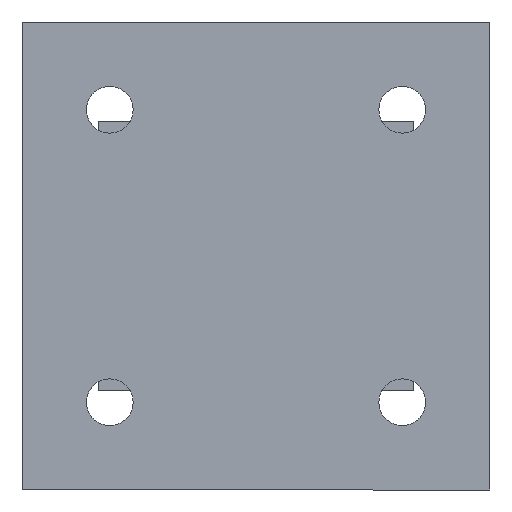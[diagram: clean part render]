
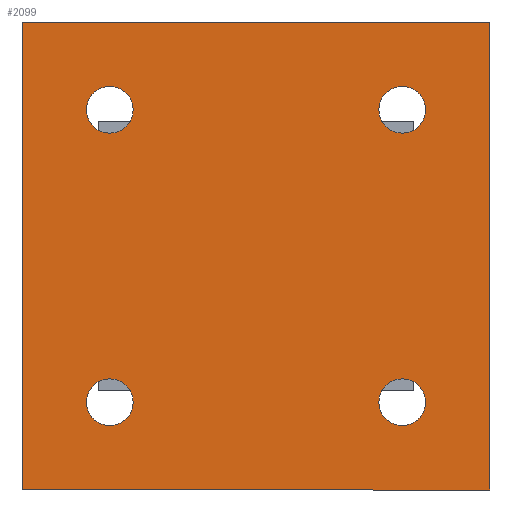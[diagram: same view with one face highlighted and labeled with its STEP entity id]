
A CAD part, front view. The second image highlights one B-rep face of the part: STEP entity #2099.
In plain terms, the highlighted planar face has unit normal (0, -1, 0).
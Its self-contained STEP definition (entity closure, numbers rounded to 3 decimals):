
#18 = ORIENTED_EDGE ( 'NONE', *, *, #305, .F. ) ;
#35 = DIRECTION ( 'NONE',  ( 0., 1., 0. ) ) ;
#42 = CIRCLE ( 'NONE', #1892, 2. ) ;
#44 = DIRECTION ( 'NONE',  ( 0., 0., -1. ) ) ;
#71 = CARTESIAN_POINT ( 'NONE',  ( 12.5, 0., -14.5 ) ) ;
#73 = FACE_BOUND ( 'NONE', #407, .T. ) ;
#111 = DIRECTION ( 'NONE',  ( 0., 0., -1. ) ) ;
#119 = CARTESIAN_POINT ( 'NONE',  ( -12.5, 0., 12.5 ) ) ;
#127 = EDGE_CURVE ( 'NONE', #963, #1230, #1656, .T. ) ;
#130 = LINE ( 'NONE', #415, #627 ) ;
#162 = VECTOR ( 'NONE', #467, 1000. ) ;
#166 = CARTESIAN_POINT ( 'NONE',  ( -20., 0., 20. ) ) ;
#167 = AXIS2_PLACEMENT_3D ( 'NONE', #1411, #1566, #866 ) ;
#179 = DIRECTION ( 'NONE',  ( 0., 0., 1. ) ) ;
#181 = CIRCLE ( 'NONE', #167, 2. ) ;
#234 = EDGE_LOOP ( 'NONE', ( #952, #2201 ) ) ;
#250 = EDGE_CURVE ( 'NONE', #373, #1020, #451, .T. ) ;
#258 = DIRECTION ( 'NONE',  ( 0., 1., 0. ) ) ;
#305 = EDGE_CURVE ( 'NONE', #1020, #1657, #1244, .T. ) ;
#331 = CARTESIAN_POINT ( 'NONE',  ( -12.5, 0., 14.5 ) ) ;
#373 = VERTEX_POINT ( 'NONE', #166 ) ;
#394 = DIRECTION ( 'NONE',  ( 0., 1., 0. ) ) ;
#407 = EDGE_LOOP ( 'NONE', ( #1694, #876 ) ) ;
#415 = CARTESIAN_POINT ( 'NONE',  ( 20., 0., -20. ) ) ;
#439 = VERTEX_POINT ( 'NONE', #1221 ) ;
#451 = LINE ( 'NONE', #1932, #819 ) ;
#453 = CARTESIAN_POINT ( 'NONE',  ( -20., 0., 20. ) ) ;
#467 = DIRECTION ( 'NONE',  ( 0., 0., 1. ) ) ;
#477 = VERTEX_POINT ( 'NONE', #1271 ) ;
#489 = EDGE_CURVE ( 'NONE', #1230, #963, #1253, .T. ) ;
#549 = LINE ( 'NONE', #453, #162 ) ;
#563 = EDGE_CURVE ( 'NONE', #2240, #587, #2246, .T. ) ;
#567 = AXIS2_PLACEMENT_3D ( 'NONE', #773, #1119, #44 ) ;
#579 = CIRCLE ( 'NONE', #567, 2. ) ;
#587 = VERTEX_POINT ( 'NONE', #1121 ) ;
#627 = VECTOR ( 'NONE', #960, 1000. ) ;
#629 = PLANE ( 'NONE',  #1923 ) ;
#649 = DIRECTION ( 'NONE',  ( 0., 1., 0. ) ) ;
#667 = AXIS2_PLACEMENT_3D ( 'NONE', #1297, #35, #2025 ) ;
#677 = CARTESIAN_POINT ( 'NONE',  ( 20., 0., -20. ) ) ;
#679 = EDGE_CURVE ( 'NONE', #1685, #373, #549, .T. ) ;
#685 = CARTESIAN_POINT ( 'NONE',  ( 20., 0., 20. ) ) ;
#721 = FACE_BOUND ( 'NONE', #1598, .T. ) ;
#773 = CARTESIAN_POINT ( 'NONE',  ( 12.5, 0., -12.5 ) ) ;
#817 = DIRECTION ( 'NONE',  ( 0., 0., 1. ) ) ;
#819 = VECTOR ( 'NONE', #2262, 1000. ) ;
#866 = DIRECTION ( 'NONE',  ( 0., 0., -1. ) ) ;
#876 = ORIENTED_EDGE ( 'NONE', *, *, #563, .T. ) ;
#937 = CARTESIAN_POINT ( 'NONE',  ( -12.5, 0., -14.5 ) ) ;
#941 = VECTOR ( 'NONE', #1070, 1000. ) ;
#952 = ORIENTED_EDGE ( 'NONE', *, *, #1600, .T. ) ;
#956 = CARTESIAN_POINT ( 'NONE',  ( -12.5, 0., 12.5 ) ) ;
#960 = DIRECTION ( 'NONE',  ( -1., 0., 0. ) ) ;
#963 = VERTEX_POINT ( 'NONE', #331 ) ;
#974 = DIRECTION ( 'NONE',  ( 0., 1., 0. ) ) ;
#994 = CARTESIAN_POINT ( 'NONE',  ( 0., 0., 0. ) ) ;
#1004 = DIRECTION ( 'NONE',  ( 0., 1., 0. ) ) ;
#1020 = VERTEX_POINT ( 'NONE', #1448 ) ;
#1070 = DIRECTION ( 'NONE',  ( 0., 0., -1. ) ) ;
#1103 = ORIENTED_EDGE ( 'NONE', *, *, #489, .T. ) ;
#1109 = FACE_OUTER_BOUND ( 'NONE', #1627, .T. ) ;
#1119 = DIRECTION ( 'NONE',  ( 0., 1., 0. ) ) ;
#1121 = CARTESIAN_POINT ( 'NONE',  ( 12.5, 0., 14.5 ) ) ;
#1147 = DIRECTION ( 'NONE',  ( 0., 0., 1. ) ) ;
#1191 = AXIS2_PLACEMENT_3D ( 'NONE', #956, #974, #2188 ) ;
#1215 = CARTESIAN_POINT ( 'NONE',  ( -20., 0., -20. ) ) ;
#1221 = CARTESIAN_POINT ( 'NONE',  ( 12.5, 0., -10.5 ) ) ;
#1230 = VERTEX_POINT ( 'NONE', #1996 ) ;
#1244 = LINE ( 'NONE', #685, #941 ) ;
#1245 = AXIS2_PLACEMENT_3D ( 'NONE', #2108, #1462, #179 ) ;
#1253 = CIRCLE ( 'NONE', #1191, 2. ) ;
#1255 = VERTEX_POINT ( 'NONE', #71 ) ;
#1271 = CARTESIAN_POINT ( 'NONE',  ( -12.5, 0., -10.5 ) ) ;
#1286 = EDGE_CURVE ( 'NONE', #1657, #1685, #130, .T. ) ;
#1297 = CARTESIAN_POINT ( 'NONE',  ( 12.5, 0., 12.5 ) ) ;
#1411 = CARTESIAN_POINT ( 'NONE',  ( 12.5, 0., -12.5 ) ) ;
#1436 = EDGE_LOOP ( 'NONE', ( #1517, #1903 ) ) ;
#1438 = AXIS2_PLACEMENT_3D ( 'NONE', #119, #649, #111 ) ;
#1448 = CARTESIAN_POINT ( 'NONE',  ( 20., 0., 20. ) ) ;
#1462 = DIRECTION ( 'NONE',  ( 0., 1., 0. ) ) ;
#1517 = ORIENTED_EDGE ( 'NONE', *, *, #2043, .T. ) ;
#1566 = DIRECTION ( 'NONE',  ( 0., 1., 0. ) ) ;
#1598 = EDGE_LOOP ( 'NONE', ( #2080, #1103 ) ) ;
#1600 = EDGE_CURVE ( 'NONE', #439, #1255, #181, .T. ) ;
#1627 = EDGE_LOOP ( 'NONE', ( #1686, #1734, #18, #1841 ) ) ;
#1643 = AXIS2_PLACEMENT_3D ( 'NONE', #1653, #394, #1647 ) ;
#1647 = DIRECTION ( 'NONE',  ( 0., 0., 1. ) ) ;
#1653 = CARTESIAN_POINT ( 'NONE',  ( -12.5, 0., -12.5 ) ) ;
#1656 = CIRCLE ( 'NONE', #1438, 2. ) ;
#1657 = VERTEX_POINT ( 'NONE', #677 ) ;
#1680 = EDGE_CURVE ( 'NONE', #2319, #477, #2000, .T. ) ;
#1685 = VERTEX_POINT ( 'NONE', #1215 ) ;
#1686 = ORIENTED_EDGE ( 'NONE', *, *, #679, .F. ) ;
#1694 = ORIENTED_EDGE ( 'NONE', *, *, #2145, .T. ) ;
#1734 = ORIENTED_EDGE ( 'NONE', *, *, #1286, .F. ) ;
#1841 = ORIENTED_EDGE ( 'NONE', *, *, #250, .F. ) ;
#1875 = FACE_BOUND ( 'NONE', #234, .T. ) ;
#1892 = AXIS2_PLACEMENT_3D ( 'NONE', #2052, #258, #1147 ) ;
#1901 = FACE_BOUND ( 'NONE', #1436, .T. ) ;
#1903 = ORIENTED_EDGE ( 'NONE', *, *, #1680, .T. ) ;
#1923 = AXIS2_PLACEMENT_3D ( 'NONE', #994, #1004, #817 ) ;
#1932 = CARTESIAN_POINT ( 'NONE',  ( 20., 0., 20. ) ) ;
#1996 = CARTESIAN_POINT ( 'NONE',  ( -12.5, 0., 10.5 ) ) ;
#2000 = CIRCLE ( 'NONE', #1245, 2. ) ;
#2025 = DIRECTION ( 'NONE',  ( 0., 0., 1. ) ) ;
#2043 = EDGE_CURVE ( 'NONE', #477, #2319, #2283, .T. ) ;
#2052 = CARTESIAN_POINT ( 'NONE',  ( 12.5, 0., 12.5 ) ) ;
#2080 = ORIENTED_EDGE ( 'NONE', *, *, #127, .T. ) ;
#2099 = ADVANCED_FACE ( 'NONE', ( #1875, #721, #73, #1901, #1109 ), #629, .F. ) ;
#2108 = CARTESIAN_POINT ( 'NONE',  ( -12.5, 0., -12.5 ) ) ;
#2145 = EDGE_CURVE ( 'NONE', #587, #2240, #42, .T. ) ;
#2188 = DIRECTION ( 'NONE',  ( 0., 0., -1. ) ) ;
#2201 = ORIENTED_EDGE ( 'NONE', *, *, #2247, .T. ) ;
#2240 = VERTEX_POINT ( 'NONE', #2253 ) ;
#2246 = CIRCLE ( 'NONE', #667, 2. ) ;
#2247 = EDGE_CURVE ( 'NONE', #1255, #439, #579, .T. ) ;
#2253 = CARTESIAN_POINT ( 'NONE',  ( 12.5, 0., 10.5 ) ) ;
#2262 = DIRECTION ( 'NONE',  ( 1., 0., 0. ) ) ;
#2283 = CIRCLE ( 'NONE', #1643, 2. ) ;
#2319 = VERTEX_POINT ( 'NONE', #937 ) ;
